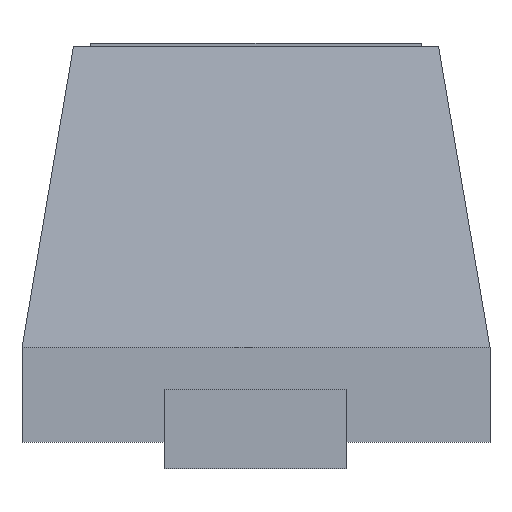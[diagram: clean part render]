
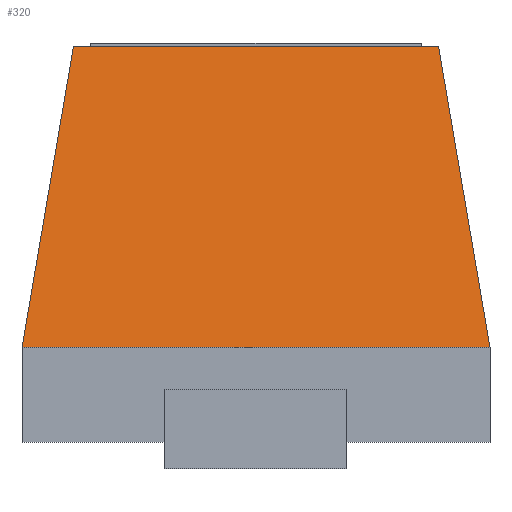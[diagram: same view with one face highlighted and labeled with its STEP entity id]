
A CAD part, left-side view. The second image highlights one B-rep face of the part: STEP entity #320.
In plain terms, the highlighted planar face has unit normal (-0.986, 0, 0.169).
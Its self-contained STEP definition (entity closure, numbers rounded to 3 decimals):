
#166=VERTEX_POINT('',#167);
#167=CARTESIAN_POINT('',(-0.551,-0.351,0.813));
#184=VERTEX_POINT('',#185);
#185=CARTESIAN_POINT('',(-0.551,0.351,0.813));
#191=EDGE_CURVE('',#184,#166,#192,.F.);
#192=LINE('',#193,#194);
#193=CARTESIAN_POINT('',(-0.551,-0.351,0.813));
#194=VECTOR('',#195,1.0);
#195=DIRECTION('',(0.0,1.0,0.0));
#246=VERTEX_POINT('',#247);
#247=CARTESIAN_POINT('',(-0.65,-0.45,0.234));
#262=EDGE_CURVE('',#166,#246,#263,.F.);
#263=LINE('',#264,#265);
#264=CARTESIAN_POINT('',(-0.65,-0.45,0.234));
#265=VECTOR('',#266,1.0);
#266=DIRECTION('',(0.166,0.166,0.972));
#301=VERTEX_POINT('',#302);
#302=CARTESIAN_POINT('',(-0.65,0.45,0.234));
#308=EDGE_CURVE('',#301,#184,#309,.F.);
#309=LINE('',#310,#311);
#310=CARTESIAN_POINT('',(-0.551,0.351,0.813));
#311=VECTOR('',#312,1.0);
#312=DIRECTION('',(-0.166,0.166,-0.972));
#320=ADVANCED_FACE('',(#321),#332,.T.);
#321=FACE_BOUND('',#322,.T.);
#322=EDGE_LOOP('',(#323,#329,#330,#331));
#323=ORIENTED_EDGE('',*,*,#324,.T.);
#324=EDGE_CURVE('',#301,#246,#325,.F.);
#325=LINE('',#326,#327);
#326=CARTESIAN_POINT('',(-0.65,-0.45,0.234));
#327=VECTOR('',#328,1.0);
#328=DIRECTION('',(0.0,1.0,0.0));
#329=ORIENTED_EDGE('',*,*,#262,.F.);
#330=ORIENTED_EDGE('',*,*,#191,.F.);
#331=ORIENTED_EDGE('',*,*,#308,.F.);
#332=PLANE('',#333);
#333=AXIS2_PLACEMENT_3D('',#334,#335,#336);
#334=CARTESIAN_POINT('',(-0.65,0.45,0.234));
#335=DIRECTION('',(-0.986,0.0,0.169));
#336=DIRECTION('',(0.169,0.0,0.986));
